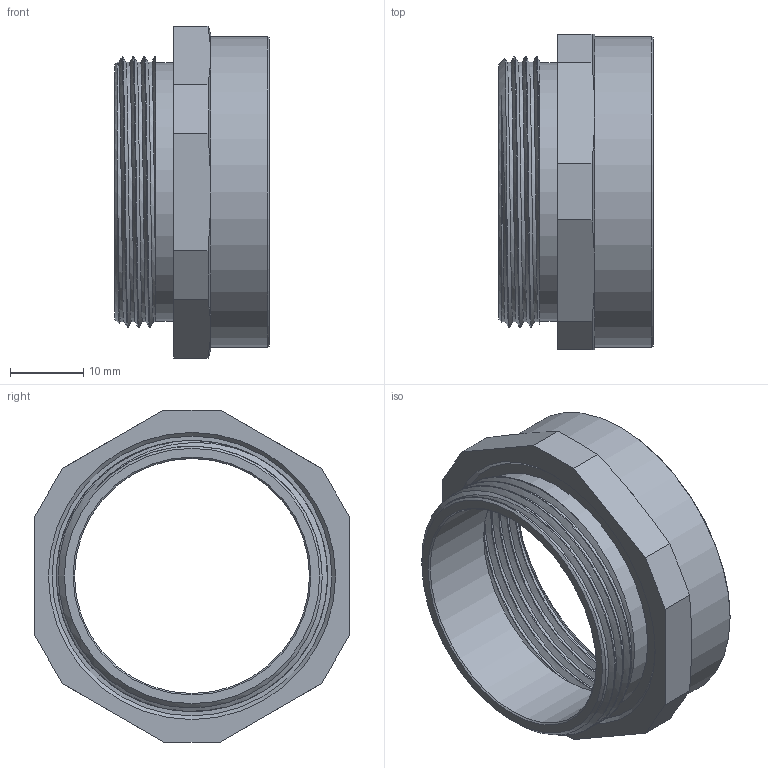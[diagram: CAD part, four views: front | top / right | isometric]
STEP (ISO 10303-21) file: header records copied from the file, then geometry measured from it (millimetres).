
FILE_DESCRIPTION(/* description */ ('Adapter PG 29/ M40x1,5'),/* implementation_level */ '2;1');
FILE_NAME(/* name */ '61072940-RST.stp',/* time_stamp */ '2020-07-28T14:43:43+02:00',/* author */ ('sl'),/* organization */ (''),/* preprocessor_version */ 'ST-DEVELOPER v16.5',/* originating_system */ 'Autodesk Inventor 2017',/* authorisation */ '');
FILE_SCHEMA (('AUTOMOTIVE_DESIGN { 1 0 10303 214 3 1 1 }'));
Length unit declared in the file: millimetre
Products named in the file (1): 61072940
Bounding box: 21 x 43 x 45.21 mm (x, y, z)
Volume: 5770.1 mm3; surface area: 7422.5 mm2
Topology: 1 solids, 1 shells, 47 faces, 112 edges, 72 vertices
Faces by surface type: plane 20, cylinder 12, cone 11, bspline 4
Full cylindrical faces by diameter (mm): 32 x1, 35.2 x1, 38.42 x5, 42.36 x1
Entity records: 2882 total; most frequent: CARTESIAN_POINT 2021, ORIENTED_EDGE 170, DIRECTION 156, EDGE_CURVE 85, AXIS2_PLACEMENT_3D 66, VERTEX_POINT 59, EDGE_LOOP 58, FACE_OUTER_BOUND 42
